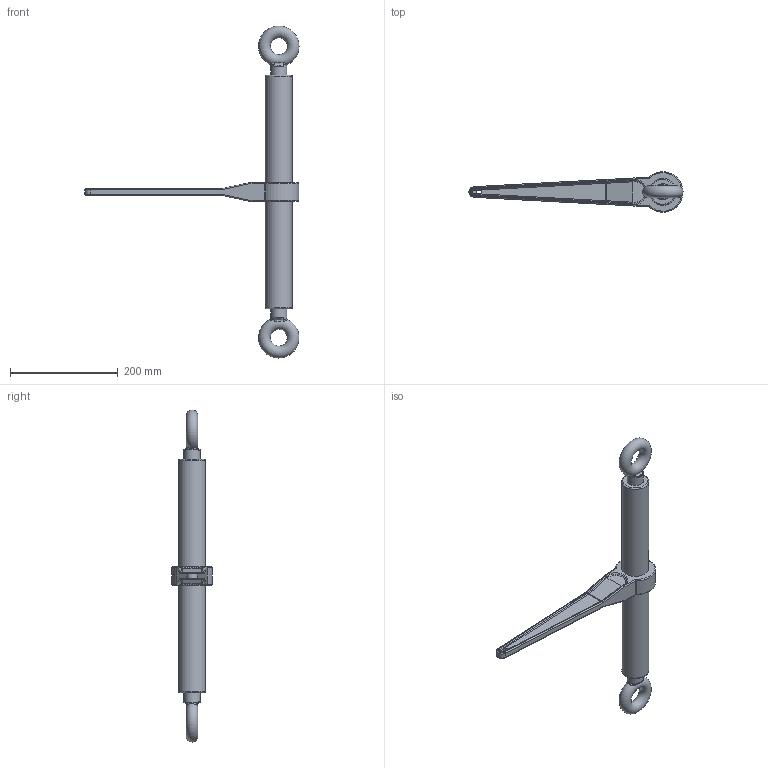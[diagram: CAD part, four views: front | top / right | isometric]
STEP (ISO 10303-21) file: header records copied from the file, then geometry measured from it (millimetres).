
FILE_DESCRIPTION(/* description */ (''),/* implementation_level */ '2;1');
FILE_NAME(/* name */ 'pewag_RSWP_13',/* time_stamp */ '2010-02-17T08:12:43+01:00',/* author */ (''),/* organization */ (''),/* preprocessor_version */ 'ST-DEVELOPER v9',/* originating_system */ 'UGS - NX 4.0',/* authorisation */ '');
FILE_SCHEMA (('AUTOMOTIVE_DESIGN { 1 0 10303 214 1 1 1 1 }'));
Length unit declared in the file: millimetre
Products named in the file (1): rit8629z2g5
Bounding box: 396.49 x 74.91 x 614.94 mm (x, y, z)
Volume: 1236467.2 mm3; surface area: 137099.9 mm2
Topology: 1 solids, 1 shells, 379 faces, 996 edges, 614 vertices
Faces by surface type: extrusion 120, plane 107, bspline 64, cylinder 56, torus 24, sphere 8
Full cylindrical faces by diameter (mm): 30 x2, 50 x2
Entity records: 13815 total; most frequent: CARTESIAN_POINT 5679, ORIENTED_EDGE 1916, DIRECTION 1203, EDGE_CURVE 958, VERTEX_POINT 608, B_SPLINE_CURVE_WITH_KNOTS 559, VECTOR 467, EDGE_LOOP 408
